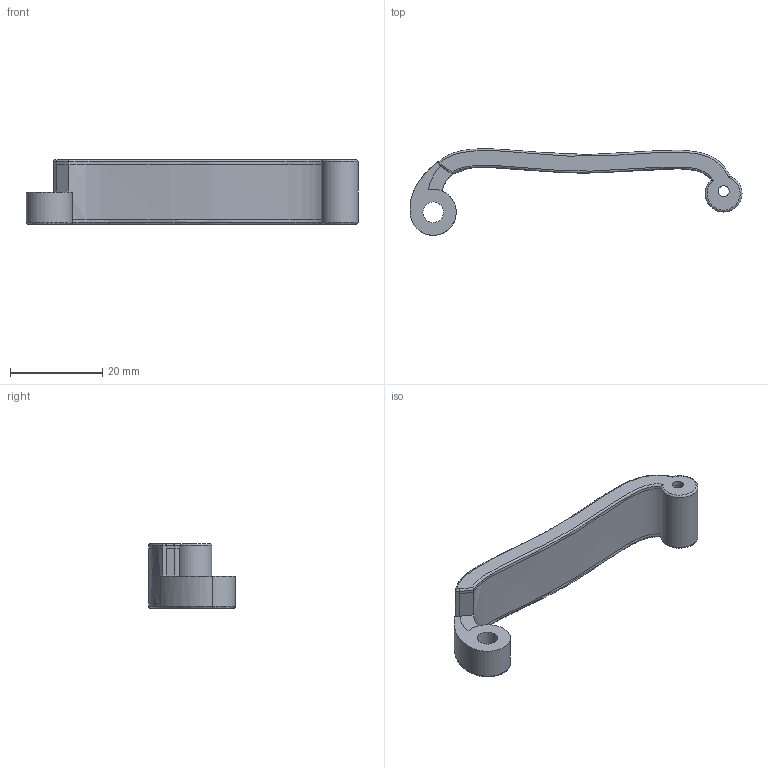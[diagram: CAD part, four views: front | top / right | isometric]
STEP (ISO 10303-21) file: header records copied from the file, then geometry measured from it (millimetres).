
FILE_DESCRIPTION(/* description */ ('STEP AP242 Edition 2','CAx-IF Rec.Pracs.---Representation and Presentation of Product Manufacturing Information (PMI)---4.0---2014-10-13','CAx-IF Rec.Pracs.---3D Tessellated Geometry---0.4---2014-09-14','2;1','CAx-IF Rec.Pracs.---User Defined Attributes---1.5---2016-08-15'),/* implementation_level */ '2;1');
FILE_NAME(/* name */ '69838b963f3523034a79c4e9',/* time_stamp */ '2026-02-04T18:10:30Z',/* author */ (''),/* organization */ (''),/* preprocessor_version */ 'ST-DEVELOPER v20',/* originating_system */ 'ONSHAPE BY PTC INC, 1.210',/* authorisation */ ' ');
FILE_SCHEMA (('AP242_MANAGED_MODEL_BASED_3D_ENGINEERING_MIM_LF { 1 0 10303 442 3 1 4 }'));
Length unit declared in the file: metre
Products named in the file (2): Conductor A; Insulator A
Bounding box: 72.04 x 18.78 x 14 mm (x, y, z)
Volume: 4662.5 mm3; surface area: 6200 mm2
Topology: 2 solids, 2 shells, 56 faces, 135 edges, 84 vertices
Faces by surface type: plane 22, cylinder 17, bspline 14, torus 3
Full cylindrical faces by diameter (mm): 2.4 x3, 4.5 x1
Entity records: 2800 total; most frequent: CARTESIAN_POINT 1555, ORIENTED_EDGE 260, DIRECTION 209, EDGE_CURVE 130, VERTEX_POINT 83, AXIS2_PLACEMENT_3D 73, EDGE_LOOP 69, FACE_BOUND 69
